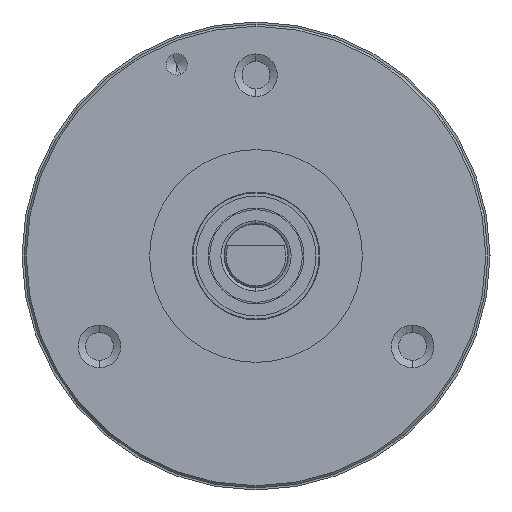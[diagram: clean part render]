
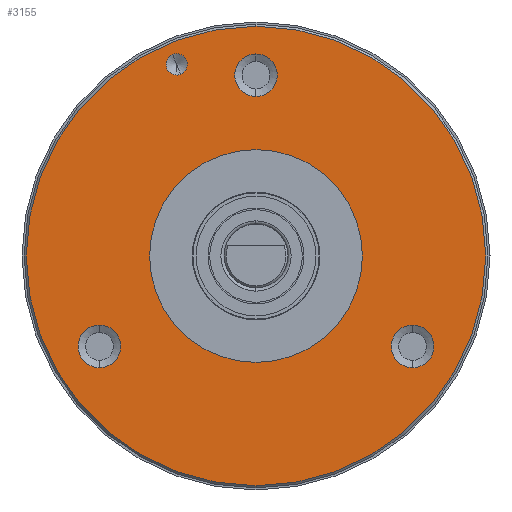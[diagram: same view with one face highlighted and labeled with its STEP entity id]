
A CAD part, left-side view. The second image highlights one B-rep face of the part: STEP entity #3155.
In plain terms, the highlighted planar face has unit normal (-1, 0, 0).
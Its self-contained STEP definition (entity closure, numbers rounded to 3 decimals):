
#3155=ADVANCED_FACE('',(#6315,#6316,#6317,#6318,#6319,#6320),#6321,.T.);
#6315=FACE_BOUND('',#10289,.T.);
#6316=FACE_OUTER_BOUND('',#10290,.T.);
#6317=FACE_BOUND('',#10291,.T.);
#6318=FACE_BOUND('',#10292,.T.);
#6319=FACE_BOUND('',#10293,.T.);
#6320=FACE_BOUND('',#10294,.T.);
#6321=PLANE('',#10295);
#10289=EDGE_LOOP('',(#19454,#19455));
#10290=EDGE_LOOP('',(#19456,#19457));
#10291=EDGE_LOOP('',(#19458,#19459));
#10292=EDGE_LOOP('',(#19460,#19461));
#10293=EDGE_LOOP('',(#19462,#19463));
#10294=EDGE_LOOP('',(#19464,#19465));
#10295=AXIS2_PLACEMENT_3D('',#19466,#19467,#19468);
#19454=ORIENTED_EDGE('',*,*,#23171,.T.);
#19455=ORIENTED_EDGE('',*,*,#23173,.T.);
#19456=ORIENTED_EDGE('',*,*,#23158,.T.);
#19457=ORIENTED_EDGE('',*,*,#23179,.T.);
#19458=ORIENTED_EDGE('',*,*,#23121,.T.);
#19459=ORIENTED_EDGE('',*,*,#23199,.T.);
#19460=ORIENTED_EDGE('',*,*,#23080,.T.);
#19461=ORIENTED_EDGE('',*,*,#23221,.T.);
#19462=ORIENTED_EDGE('',*,*,#23039,.T.);
#19463=ORIENTED_EDGE('',*,*,#23243,.T.);
#19464=ORIENTED_EDGE('',*,*,#23030,.T.);
#19465=ORIENTED_EDGE('',*,*,#23247,.T.);
#19466=CARTESIAN_POINT('',(0.0,0.0,7.95));
#19467=DIRECTION('',(-1.0,-0.0,-0.0));
#19468=DIRECTION('',(0.0,0.0,-1.0));
#23030=EDGE_CURVE('',#28311,#28315,#28317,.T.);
#23039=EDGE_CURVE('',#28328,#28330,#28332,.T.);
#23080=EDGE_CURVE('',#28391,#28393,#28395,.T.);
#23121=EDGE_CURVE('',#28454,#28456,#28458,.T.);
#23158=EDGE_CURVE('',#28508,#28511,#28513,.T.);
#23171=EDGE_CURVE('',#28528,#28531,#28533,.T.);
#23173=EDGE_CURVE('',#28531,#28528,#28535,.T.);
#23179=EDGE_CURVE('',#28511,#28508,#28541,.T.);
#23199=EDGE_CURVE('',#28456,#28454,#28561,.T.);
#23221=EDGE_CURVE('',#28393,#28391,#28583,.T.);
#23243=EDGE_CURVE('',#28330,#28328,#28605,.T.);
#23247=EDGE_CURVE('',#28315,#28311,#28609,.T.);
#28311=VERTEX_POINT('',#35729);
#28315=VERTEX_POINT('',#35734);
#28317=CIRCLE('',#35737,5.0);
#28328=VERTEX_POINT('',#35750);
#28330=VERTEX_POINT('',#35753);
#28332=CIRCLE('',#35756,1.0);
#28391=VERTEX_POINT('',#35833);
#28393=VERTEX_POINT('',#35836);
#28395=CIRCLE('',#35839,1.0);
#28454=VERTEX_POINT('',#35916);
#28456=VERTEX_POINT('',#35919);
#28458=CIRCLE('',#35922,1.0);
#28508=VERTEX_POINT('',#35988);
#28511=VERTEX_POINT('',#35992);
#28513=CIRCLE('',#35995,10.8);
#28528=VERTEX_POINT('',#36014);
#28531=VERTEX_POINT('',#36018);
#28533=CIRCLE('',#36021,0.5);
#28535=CIRCLE('',#36023,0.5);
#28541=CIRCLE('',#36029,10.8);
#28561=CIRCLE('',#36049,1.0);
#28583=CIRCLE('',#36071,1.0);
#28605=CIRCLE('',#36093,1.0);
#28609=CIRCLE('',#36097,5.0);
#35729=CARTESIAN_POINT('',(0.0,0.0,5.0));
#35734=CARTESIAN_POINT('',(0.0,0.,-5.0));
#35737=AXIS2_PLACEMENT_3D('',#39944,#39945,#39946);
#35750=CARTESIAN_POINT('',(0.0,0.0,9.5));
#35753=CARTESIAN_POINT('',(0.0,0.,7.5));
#35756=AXIS2_PLACEMENT_3D('',#39957,#39958,#39959);
#35833=CARTESIAN_POINT('',(0.0,-7.361,-3.25));
#35836=CARTESIAN_POINT('',(0.0,-7.361,-5.25));
#35839=AXIS2_PLACEMENT_3D('',#40010,#40011,#40012);
#35916=CARTESIAN_POINT('',(0.0,7.361,-3.25));
#35919=CARTESIAN_POINT('',(0.0,7.361,-5.25));
#35922=AXIS2_PLACEMENT_3D('',#40063,#40064,#40065);
#35988=CARTESIAN_POINT('',(0.0,0.0,10.8));
#35992=CARTESIAN_POINT('',(0.0,0.,-10.8));
#35995=AXIS2_PLACEMENT_3D('',#40111,#40112,#40113);
#36014=CARTESIAN_POINT('',(0.0,3.923,9.47));
#36018=CARTESIAN_POINT('',(0.0,3.54,8.546));
#36021=AXIS2_PLACEMENT_3D('',#40129,#40130,#40131);
#36023=AXIS2_PLACEMENT_3D('',#40132,#40133,#40134);
#36029=AXIS2_PLACEMENT_3D('',#40141,#40142,#40143);
#36049=AXIS2_PLACEMENT_3D('',#40171,#40172,#40173);
#36071=AXIS2_PLACEMENT_3D('',#40204,#40205,#40206);
#36093=AXIS2_PLACEMENT_3D('',#40237,#40238,#40239);
#36097=AXIS2_PLACEMENT_3D('',#40243,#40244,#40245);
#39944=CARTESIAN_POINT('',(0.0,0.0,0.0));
#39945=DIRECTION('',(1.0,0.0,-0.0));
#39946=DIRECTION('',(0.0,0.0,1.0));
#39957=CARTESIAN_POINT('',(0.0,0.0,8.5));
#39958=DIRECTION('',(1.0,0.0,-0.0));
#39959=DIRECTION('',(0.0,0.0,1.0));
#40010=CARTESIAN_POINT('',(0.0,-7.361,-4.25));
#40011=DIRECTION('',(1.0,0.0,-0.0));
#40012=DIRECTION('',(0.0,0.0,1.0));
#40063=CARTESIAN_POINT('',(0.0,7.361,-4.25));
#40064=DIRECTION('',(1.0,0.0,-0.0));
#40065=DIRECTION('',(0.0,0.0,1.0));
#40111=CARTESIAN_POINT('',(0.0,0.0,0.0));
#40112=DIRECTION('',(-1.0,0.0,0.0));
#40113=DIRECTION('',(0.0,0.0,1.0));
#40129=CARTESIAN_POINT('',(0.0,3.731,9.008));
#40130=DIRECTION('',(1.0,0.0,-0.0));
#40131=DIRECTION('',(0.0,0.383,0.924));
#40132=CARTESIAN_POINT('',(0.0,3.731,9.008));
#40133=DIRECTION('',(1.0,0.0,-0.0));
#40134=DIRECTION('',(0.0,0.383,0.924));
#40141=CARTESIAN_POINT('',(0.0,0.0,0.0));
#40142=DIRECTION('',(-1.0,0.0,0.0));
#40143=DIRECTION('',(0.0,0.0,1.0));
#40171=CARTESIAN_POINT('',(0.0,7.361,-4.25));
#40172=DIRECTION('',(1.0,0.0,-0.0));
#40173=DIRECTION('',(0.0,0.0,1.0));
#40204=CARTESIAN_POINT('',(0.0,-7.361,-4.25));
#40205=DIRECTION('',(1.0,0.0,-0.0));
#40206=DIRECTION('',(0.0,0.0,1.0));
#40237=CARTESIAN_POINT('',(0.0,0.0,8.5));
#40238=DIRECTION('',(1.0,0.0,-0.0));
#40239=DIRECTION('',(0.0,0.0,1.0));
#40243=CARTESIAN_POINT('',(0.0,0.0,0.0));
#40244=DIRECTION('',(1.0,0.0,-0.0));
#40245=DIRECTION('',(0.0,0.0,1.0));
